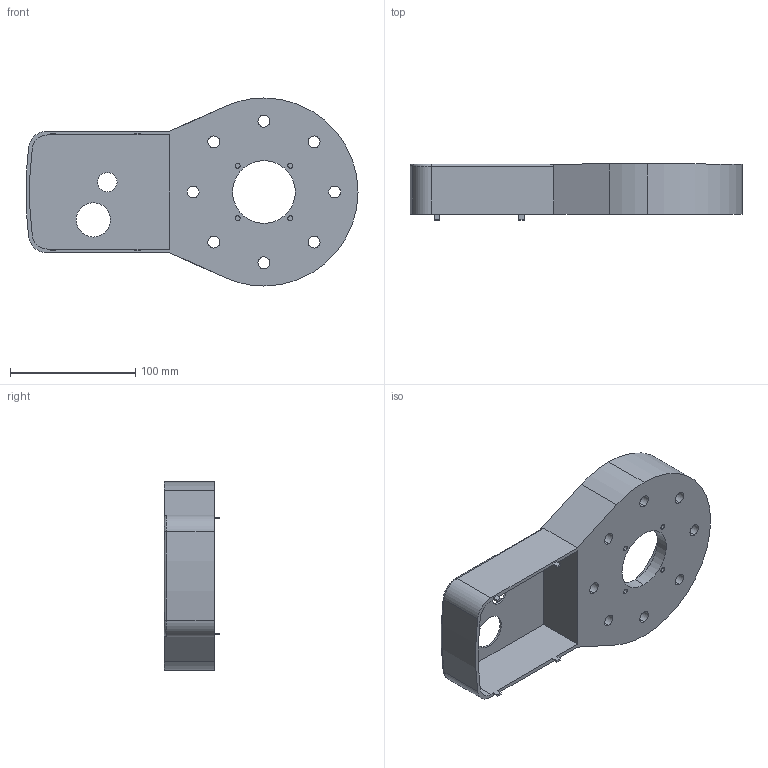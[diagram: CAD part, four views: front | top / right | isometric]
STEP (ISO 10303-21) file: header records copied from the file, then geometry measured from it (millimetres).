
FILE_DESCRIPTION (( 'STEP AP203' ), '1' );
FILE_NAME ('khau0_base_connector_Default_sldprt.STEP', '2023-12-06T03:32:48', ( '' ), ( '' ), 'SwSTEP 2.0', 'SolidWorks 2019', '' );
FILE_SCHEMA (( 'CONFIG_CONTROL_DESIGN' ));
Length unit declared in the file: millimetre
Products named in the file (1): khau0_base_connector_Default_sldprt
Bounding box: 264.75 x 44.5 x 150 mm (x, y, z)
Volume: 399794.1 mm3; surface area: 117875.3 mm2
Topology: 1 solids, 1 shells, 86 faces, 221 edges, 146 vertices
Faces by surface type: cylinder 49, plane 34, torus 3
Entity records: 2775 total; most frequent: DIRECTION 494, CARTESIAN_POINT 460, ORIENTED_EDGE 442, EDGE_CURVE 221, AXIS2_PLACEMENT_3D 188, VERTEX_POINT 146, VECTOR 118, LINE 118
